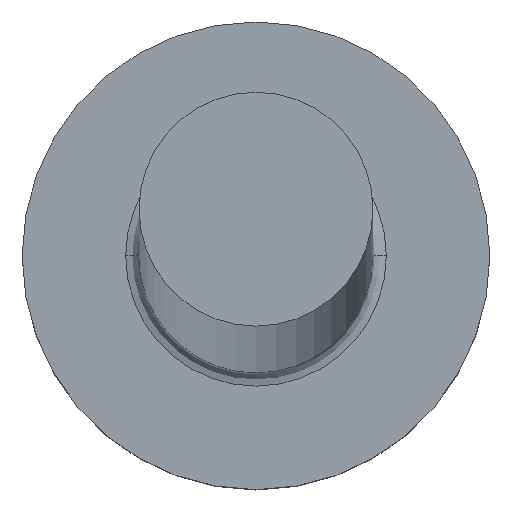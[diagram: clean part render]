
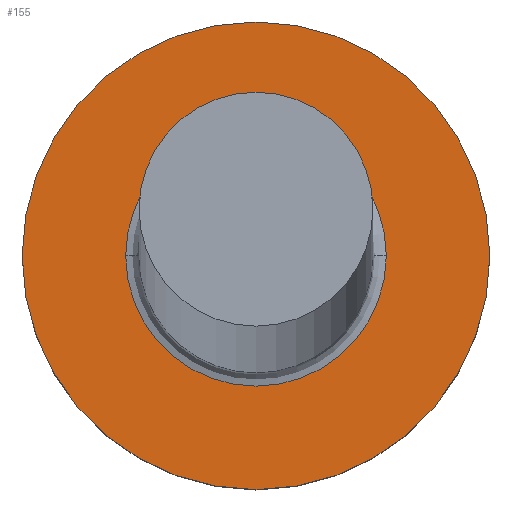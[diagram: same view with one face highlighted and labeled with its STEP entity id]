
A CAD part, top view. The second image highlights one B-rep face of the part: STEP entity #155.
In plain terms, the highlighted planar face has unit normal (0, 0, 1).
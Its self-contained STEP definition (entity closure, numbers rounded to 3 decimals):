
#17 = PLANE ( 'NONE',  #173 ) ;
#19 = ORIENTED_EDGE ( 'NONE', *, *, #163, .T. ) ;
#31 = CARTESIAN_POINT ( 'NONE',  ( 0., 0., 3. ) ) ;
#32 = CARTESIAN_POINT ( 'NONE',  ( 0., 0., 3. ) ) ;
#42 = CARTESIAN_POINT ( 'NONE',  ( 3.5, 0., 3. ) ) ;
#51 = CARTESIAN_POINT ( 'NONE',  ( 0., 0., 3. ) ) ;
#54 = EDGE_LOOP ( 'NONE', ( #82, #81 ) ) ;
#55 = DIRECTION ( 'NONE',  ( 1., 0., 0. ) ) ;
#60 = VERTEX_POINT ( 'NONE', #306 ) ;
#76 = EDGE_CURVE ( 'NONE', #187, #240, #304, .T. ) ;
#80 = CARTESIAN_POINT ( 'NONE',  ( 0., 0., 3. ) ) ;
#81 = ORIENTED_EDGE ( 'NONE', *, *, #76, .T. ) ;
#82 = ORIENTED_EDGE ( 'NONE', *, *, #218, .T. ) ;
#91 = DIRECTION ( 'NONE',  ( 1., 0., 0. ) ) ;
#107 = AXIS2_PLACEMENT_3D ( 'NONE', #159, #190, #284 ) ;
#115 = EDGE_CURVE ( 'NONE', #179, #60, #274, .T. ) ;
#117 = DIRECTION ( 'NONE',  ( 1., 0., 0. ) ) ;
#127 = CARTESIAN_POINT ( 'NONE',  ( -1.95, 0., 3. ) ) ;
#140 = DIRECTION ( 'NONE',  ( 0., 0., 1. ) ) ;
#155 = ADVANCED_FACE ( 'NONE', ( #196, #288 ), #17, .T. ) ;
#159 = CARTESIAN_POINT ( 'NONE',  ( 0., 0., 3. ) ) ;
#161 = AXIS2_PLACEMENT_3D ( 'NONE', #31, #261, #91 ) ;
#163 = EDGE_CURVE ( 'NONE', #60, #179, #245, .T. ) ;
#173 = AXIS2_PLACEMENT_3D ( 'NONE', #80, #206, #178 ) ;
#175 = ORIENTED_EDGE ( 'NONE', *, *, #115, .T. ) ;
#178 = DIRECTION ( 'NONE',  ( 1., 0., 0. ) ) ;
#179 = VERTEX_POINT ( 'NONE', #42 ) ;
#187 = VERTEX_POINT ( 'NONE', #127 ) ;
#190 = DIRECTION ( 'NONE',  ( 0., 0., 1. ) ) ;
#191 = EDGE_LOOP ( 'NONE', ( #19, #175 ) ) ;
#192 = CARTESIAN_POINT ( 'NONE',  ( 1.95, 0., 3. ) ) ;
#195 = AXIS2_PLACEMENT_3D ( 'NONE', #51, #140, #55 ) ;
#196 = FACE_BOUND ( 'NONE', #54, .T. ) ;
#206 = DIRECTION ( 'NONE',  ( 0., 0., 1. ) ) ;
#218 = EDGE_CURVE ( 'NONE', #240, #187, #297, .T. ) ;
#240 = VERTEX_POINT ( 'NONE', #192 ) ;
#245 = CIRCLE ( 'NONE', #195, 3.5 ) ;
#249 = AXIS2_PLACEMENT_3D ( 'NONE', #32, #267, #117 ) ;
#261 = DIRECTION ( 'NONE',  ( 0., 0., -1. ) ) ;
#267 = DIRECTION ( 'NONE',  ( 0., 0., -1. ) ) ;
#274 = CIRCLE ( 'NONE', #107, 3.5 ) ;
#284 = DIRECTION ( 'NONE',  ( 1., 0., 0. ) ) ;
#288 = FACE_OUTER_BOUND ( 'NONE', #191, .T. ) ;
#297 = CIRCLE ( 'NONE', #249, 1.95 ) ;
#304 = CIRCLE ( 'NONE', #161, 1.95 ) ;
#306 = CARTESIAN_POINT ( 'NONE',  ( -3.5, 0., 3. ) ) ;
